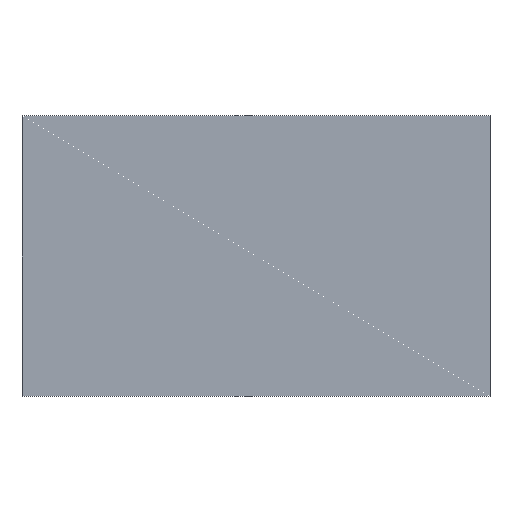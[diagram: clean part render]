
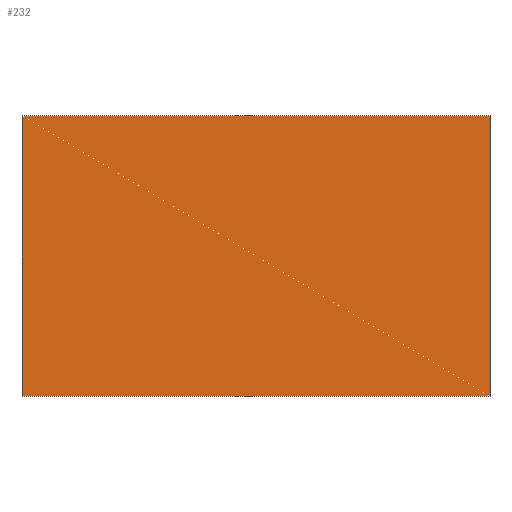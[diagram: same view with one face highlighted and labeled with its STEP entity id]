
A CAD part, front view. The second image highlights one B-rep face of the part: STEP entity #232.
In plain terms, the highlighted planar face has unit normal (0, -1, 0).
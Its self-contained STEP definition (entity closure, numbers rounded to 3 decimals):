
#8 = CARTESIAN_POINT ( 'NONE',  ( 1524., 0., -914.4 ) ) ;
#10 = LINE ( 'NONE', #73, #102 ) ;
#11 = EDGE_LOOP ( 'NONE', ( #24, #129, #106, #59 ) ) ;
#12 = LINE ( 'NONE', #231, #159 ) ;
#23 = CARTESIAN_POINT ( 'NONE',  ( -1524., 0., -914.4 ) ) ;
#24 = ORIENTED_EDGE ( 'NONE', *, *, #135, .F. ) ;
#51 = PLANE ( 'NONE',  #184 ) ;
#54 = EDGE_CURVE ( 'NONE', #227, #56, #169, .T. ) ;
#56 = VERTEX_POINT ( 'NONE', #78 ) ;
#59 = ORIENTED_EDGE ( 'NONE', *, *, #215, .F. ) ;
#73 = CARTESIAN_POINT ( 'NONE',  ( -1524., 0., 914.4 ) ) ;
#75 = FACE_OUTER_BOUND ( 'NONE', #11, .T. ) ;
#76 = VERTEX_POINT ( 'NONE', #23 ) ;
#77 = LINE ( 'NONE', #234, #163 ) ;
#78 = CARTESIAN_POINT ( 'NONE',  ( 1524., 0., 914.4 ) ) ;
#79 = DIRECTION ( 'NONE',  ( -1., 0., 0. ) ) ;
#93 = DIRECTION ( 'NONE',  ( 0., -1., 0. ) ) ;
#102 = VECTOR ( 'NONE', #212, 1000. ) ;
#104 = VECTOR ( 'NONE', #173, 1000. ) ;
#106 = ORIENTED_EDGE ( 'NONE', *, *, #218, .F. ) ;
#129 = ORIENTED_EDGE ( 'NONE', *, *, #54, .F. ) ;
#135 = EDGE_CURVE ( 'NONE', #56, #171, #77, .T. ) ;
#154 = DIRECTION ( 'NONE',  ( 0., 0., -1. ) ) ;
#159 = VECTOR ( 'NONE', #79, 1000. ) ;
#163 = VECTOR ( 'NONE', #192, 1000. ) ;
#169 = LINE ( 'NONE', #209, #104 ) ;
#171 = VERTEX_POINT ( 'NONE', #8 ) ;
#173 = DIRECTION ( 'NONE',  ( 1., 0., 0. ) ) ;
#176 = CARTESIAN_POINT ( 'NONE',  ( -1524., 0., 914.4 ) ) ;
#184 = AXIS2_PLACEMENT_3D ( 'NONE', #194, #93, #154 ) ;
#192 = DIRECTION ( 'NONE',  ( 0., 0., -1. ) ) ;
#194 = CARTESIAN_POINT ( 'NONE',  ( 0., 0., 0. ) ) ;
#209 = CARTESIAN_POINT ( 'NONE',  ( -1524., 0., 914.4 ) ) ;
#212 = DIRECTION ( 'NONE',  ( 0., 0., 1. ) ) ;
#215 = EDGE_CURVE ( 'NONE', #171, #76, #12, .T. ) ;
#218 = EDGE_CURVE ( 'NONE', #76, #227, #10, .T. ) ;
#227 = VERTEX_POINT ( 'NONE', #176 ) ;
#231 = CARTESIAN_POINT ( 'NONE',  ( -1524., 0., -914.4 ) ) ;
#232 = ADVANCED_FACE ( 'NONE', ( #75 ), #51, .T. ) ;
#234 = CARTESIAN_POINT ( 'NONE',  ( 1524., 0., 914.4 ) ) ;
